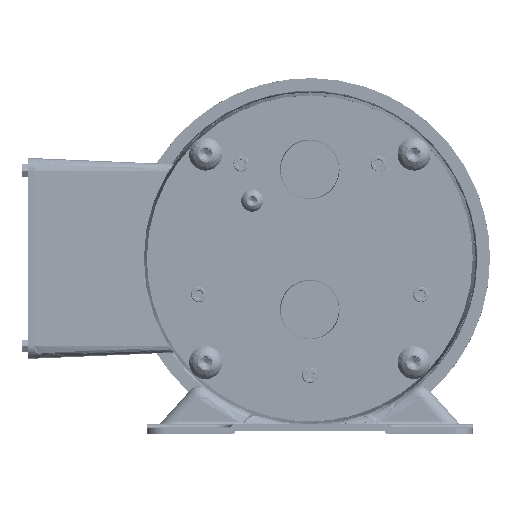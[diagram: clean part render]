
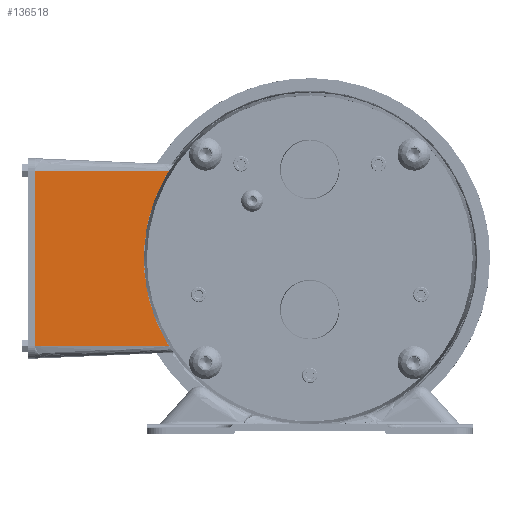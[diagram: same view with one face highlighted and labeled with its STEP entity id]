
A CAD part, left-side view. The second image highlights one B-rep face of the part: STEP entity #136518.
In plain terms, the highlighted planar face has unit normal (-0.999, -0.044, 0).
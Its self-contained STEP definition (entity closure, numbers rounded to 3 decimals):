
#136470=CARTESIAN_POINT('Axis2P3D Location',(201.262,0.,0.)) ;
#136476=CARTESIAN_POINT('Control Point',(198.153,71.213,44.45)) ;
#136477=CARTESIAN_POINT('Control Point',(197.978,75.205,38.054)) ;
#136478=CARTESIAN_POINT('Control Point',(197.834,78.516,31.154)) ;
#136479=CARTESIAN_POINT('Control Point',(197.724,81.04,23.851)) ;
#136480=CARTESIAN_POINT('Control Point',(197.579,84.364,8.805)) ;
#136481=CARTESIAN_POINT('Control Point',(197.585,84.211,-6.647)) ;
#136482=CARTESIAN_POINT('Control Point',(197.627,83.251,-14.297)) ;
#136483=CARTESIAN_POINT('Control Point',(197.743,80.597,-25.183)) ;
#136484=CARTESIAN_POINT('Control Point',(197.932,76.257,-35.359)) ;
#136485=CARTESIAN_POINT('Control Point',(197.999,74.725,-38.489)) ;
#136486=CARTESIAN_POINT('Control Point',(198.073,73.04,-41.522)) ;
#136487=CARTESIAN_POINT('Control Point',(198.153,71.213,-44.45)) ;
#136488=CARTESIAN_POINT('Vertex',(198.153,71.213,44.45)) ;
#136490=CARTESIAN_POINT('Vertex',(198.153,71.213,-44.45)) ;
#136493=CARTESIAN_POINT('Line Origine',(196.663,105.33,44.45)) ;
#136497=CARTESIAN_POINT('Vertex',(195.174,139.446,44.45)) ;
#136500=CARTESIAN_POINT('Line Origine',(195.174,139.446,0.)) ;
#136504=CARTESIAN_POINT('Vertex',(195.174,139.446,-44.45)) ;
#136507=CARTESIAN_POINT('Line Origine',(196.663,105.33,-44.45)) ;
#136471=DIRECTION('Axis2P3D Direction',(-0.999,-0.044,0.)) ;
#136472=DIRECTION('Axis2P3D XDirection',(0.044,-0.999,0.)) ;
#136494=DIRECTION('Vector Direction',(0.044,-0.999,0.)) ;
#136501=DIRECTION('Vector Direction',(0.,0.,1.)) ;
#136508=DIRECTION('Vector Direction',(-0.044,0.999,0.)) ;
#136473=AXIS2_PLACEMENT_3D('Plane Axis2P3D',#136470,#136471,#136472) ;
#136513=ORIENTED_EDGE('',*,*,#136492,.F.) ;
#136514=ORIENTED_EDGE('',*,*,#136499,.F.) ;
#136515=ORIENTED_EDGE('',*,*,#136506,.F.) ;
#136516=ORIENTED_EDGE('',*,*,#136511,.F.) ;
#136495=VECTOR('Line Direction',#136494,1.) ;
#136502=VECTOR('Line Direction',#136501,1.) ;
#136509=VECTOR('Line Direction',#136508,1.) ;
#136518=ADVANCED_FACE('',(#136517),#136474,.T.) ;
#136475=B_SPLINE_CURVE_WITH_KNOTS('',5,(#136476,#136477,#136478,#136479,#136480,#136481,#136482,#136483,#136484,#136485,#136486,#136487),.UNSPECIFIED.,.F.,.U.,(6,3,3,6),(0.,54.204,107.97,132.784),.UNSPECIFIED.) ;
#136492=EDGE_CURVE('',#136489,#136491,#136475,.T.) ;
#136499=EDGE_CURVE('',#136498,#136489,#136496,.T.) ;
#136506=EDGE_CURVE('',#136505,#136498,#136503,.T.) ;
#136511=EDGE_CURVE('',#136491,#136505,#136510,.T.) ;
#136512=EDGE_LOOP('',(#136513,#136514,#136515,#136516)) ;
#136517=FACE_OUTER_BOUND('',#136512,.T.) ;
#136496=LINE('Line',#136493,#136495) ;
#136503=LINE('Line',#136500,#136502) ;
#136510=LINE('Line',#136507,#136509) ;
#136474=PLANE('Plane',#136473) ;
#136489=VERTEX_POINT('',#136488) ;
#136491=VERTEX_POINT('',#136490) ;
#136498=VERTEX_POINT('',#136497) ;
#136505=VERTEX_POINT('',#136504) ;
